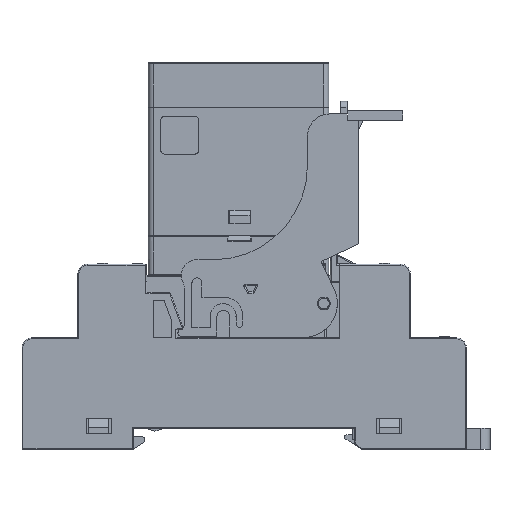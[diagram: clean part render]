
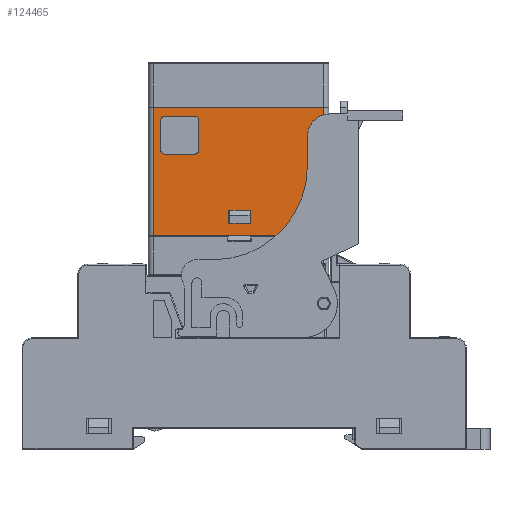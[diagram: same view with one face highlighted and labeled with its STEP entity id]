
A CAD part, front view. The second image highlights one B-rep face of the part: STEP entity #124465.
In plain terms, the highlighted planar face has unit normal (0, -1, 0).
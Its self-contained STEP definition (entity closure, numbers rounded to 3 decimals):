
#473 = EDGE_CURVE ( 'NONE', #175042, #160027, #205242, .T. ) ;
#1155 = CARTESIAN_POINT ( 'NONE',  ( -12.8, -69.75, 82.7 ) ) ;
#2124 = LINE ( 'NONE', #34871, #80421 ) ;
#6998 = EDGE_LOOP ( 'NONE', ( #190055, #25313, #161284, #98055 ) ) ;
#9127 = EDGE_CURVE ( 'NONE', #94304, #165099, #2124, .T. ) ;
#10636 = DIRECTION ( 'NONE',  ( 0., 1., 0. ) ) ;
#10666 = VERTEX_POINT ( 'NONE', #210641 ) ;
#12429 = ORIENTED_EDGE ( 'NONE', *, *, #205335, .F. ) ;
#17470 = EDGE_CURVE ( 'NONE', #96622, #101003, #146220, .T. ) ;
#19086 = ORIENTED_EDGE ( 'NONE', *, *, #17470, .F. ) ;
#22646 = VERTEX_POINT ( 'NONE', #91979 ) ;
#23455 = CARTESIAN_POINT ( 'NONE',  ( -14.5, -69.75, 84.2 ) ) ;
#24490 = CIRCLE ( 'NONE', #136131, 0.5 ) ;
#25192 = EDGE_CURVE ( 'NONE', #26202, #165099, #116894, .T. ) ;
#25313 = ORIENTED_EDGE ( 'NONE', *, *, #125507, .F. ) ;
#26202 = VERTEX_POINT ( 'NONE', #55309 ) ;
#26829 = CARTESIAN_POINT ( 'NONE',  ( 13.5, -69.75, 84.2 ) ) ;
#27555 = FACE_OUTER_BOUND ( 'NONE', #208425, .T. ) ;
#30962 = CARTESIAN_POINT ( 'NONE',  ( -13.3, -69.75, 82.2 ) ) ;
#34158 = CARTESIAN_POINT ( 'NONE',  ( -14.5, -69.75, 63.6 ) ) ;
#34871 = CARTESIAN_POINT ( 'NONE',  ( -14.5, -69.75, 63.6 ) ) ;
#36937 = ORIENTED_EDGE ( 'NONE', *, *, #119426, .F. ) ;
#37248 = AXIS2_PLACEMENT_3D ( 'NONE', #107277, #54255, #123109 ) ;
#39495 = EDGE_CURVE ( 'NONE', #190078, #22646, #92526, .T. ) ;
#39831 = CARTESIAN_POINT ( 'NONE',  ( -7.8, -69.75, 77.2 ) ) ;
#39956 = CARTESIAN_POINT ( 'NONE',  ( -2.45, -69.75, 67.75 ) ) ;
#41057 = CARTESIAN_POINT ( 'NONE',  ( -7.3, -69.75, 77.2 ) ) ;
#43590 = DIRECTION ( 'NONE',  ( -1., 0., 0. ) ) ;
#50755 = VECTOR ( 'NONE', #166523, 1000. ) ;
#50808 = VECTOR ( 'NONE', #185719, 1000. ) ;
#54255 = DIRECTION ( 'NONE',  ( 0., -1., 0. ) ) ;
#55309 = CARTESIAN_POINT ( 'NONE',  ( 12.7, -69.75, 63.6 ) ) ;
#56010 = ORIENTED_EDGE ( 'NONE', *, *, #110883, .T. ) ;
#61414 = FACE_BOUND ( 'NONE', #200289, .T. ) ;
#68254 = EDGE_CURVE ( 'NONE', #146178, #190078, #80413, .T. ) ;
#68651 = VERTEX_POINT ( 'NONE', #98776 ) ;
#72209 = EDGE_CURVE ( 'NONE', #110769, #146178, #197045, .T. ) ;
#72268 = CARTESIAN_POINT ( 'NONE',  ( -2.45, -69.75, 68. ) ) ;
#74939 = CIRCLE ( 'NONE', #132643, 0.5 ) ;
#75707 = CARTESIAN_POINT ( 'NONE',  ( -12.8, -69.75, 76.7 ) ) ;
#77487 = CARTESIAN_POINT ( 'NONE',  ( 12.7, -69.75, 63.6 ) ) ;
#79545 = LINE ( 'NONE', #30962, #121717 ) ;
#80413 = LINE ( 'NONE', #83753, #158273 ) ;
#80421 = VECTOR ( 'NONE', #155636, 1000. ) ;
#82938 = CARTESIAN_POINT ( 'NONE',  ( -7.8, -69.75, 76.7 ) ) ;
#83753 = CARTESIAN_POINT ( 'NONE',  ( 1.05, -69.75, 67.75 ) ) ;
#87462 = CARTESIAN_POINT ( 'NONE',  ( -7.8, -69.75, 82.7 ) ) ;
#87542 = EDGE_CURVE ( 'NONE', #101003, #186415, #74939, .T. ) ;
#88746 = ORIENTED_EDGE ( 'NONE', *, *, #473, .F. ) ;
#91947 = CARTESIAN_POINT ( 'NONE',  ( 13.5, -69.75, 63.6 ) ) ;
#91979 = CARTESIAN_POINT ( 'NONE',  ( -2.45, -69.75, 65.6 ) ) ;
#92526 = LINE ( 'NONE', #72268, #127025 ) ;
#93443 = DIRECTION ( 'NONE',  ( -1., 0., 0. ) ) ;
#94170 = FACE_BOUND ( 'NONE', #6998, .T. ) ;
#94304 = VERTEX_POINT ( 'NONE', #23455 ) ;
#96622 = VERTEX_POINT ( 'NONE', #75707 ) ;
#96646 = DIRECTION ( 'NONE',  ( 0., -1., 0. ) ) ;
#97740 = CARTESIAN_POINT ( 'NONE',  ( -12.8, -69.75, 82.2 ) ) ;
#98055 = ORIENTED_EDGE ( 'NONE', *, *, #68254, .F. ) ;
#98718 = DIRECTION ( 'NONE',  ( 0., 0., -1. ) ) ;
#98776 = CARTESIAN_POINT ( 'NONE',  ( -7.3, -69.75, 82.2 ) ) ;
#101003 = VERTEX_POINT ( 'NONE', #82938 ) ;
#101052 = DIRECTION ( 'NONE',  ( -1., 0., 0. ) ) ;
#105034 = DIRECTION ( 'NONE',  ( 0., 0., -1. ) ) ;
#105364 = DIRECTION ( 'NONE',  ( 0., -1., 0. ) ) ;
#107277 = CARTESIAN_POINT ( 'NONE',  ( -12.8, -69.75, 77.2 ) ) ;
#110769 = VERTEX_POINT ( 'NONE', #123873 ) ;
#110779 = ORIENTED_EDGE ( 'NONE', *, *, #119090, .F. ) ;
#110883 = EDGE_CURVE ( 'NONE', #26202, #185737, #184655, .T. ) ;
#113287 = EDGE_CURVE ( 'NONE', #10666, #96622, #174192, .T. ) ;
#116894 = LINE ( 'NONE', #218488, #50808 ) ;
#117209 = ORIENTED_EDGE ( 'NONE', *, *, #87542, .F. ) ;
#119090 = EDGE_CURVE ( 'NONE', #186415, #68651, #144630, .T. ) ;
#119426 = EDGE_CURVE ( 'NONE', #68651, #123935, #24490, .T. ) ;
#120232 = LINE ( 'NONE', #87462, #139252 ) ;
#121717 = VECTOR ( 'NONE', #98718, 1000. ) ;
#123000 = DIRECTION ( 'NONE',  ( 0., -1., 0. ) ) ;
#123109 = DIRECTION ( 'NONE',  ( -1., 0., 0. ) ) ;
#123314 = AXIS2_PLACEMENT_3D ( 'NONE', #91947, #10636, #161900 ) ;
#123873 = CARTESIAN_POINT ( 'NONE',  ( 1.05, -69.75, 65.6 ) ) ;
#123935 = VERTEX_POINT ( 'NONE', #207706 ) ;
#124465 = ADVANCED_FACE ( 'NONE', ( #94170, #27555, #61414 ), #181059, .F. ) ;
#125507 = EDGE_CURVE ( 'NONE', #22646, #110769, #196636, .T. ) ;
#127025 = VECTOR ( 'NONE', #105034, 1000. ) ;
#129281 = CARTESIAN_POINT ( 'NONE',  ( -12.8, -69.75, 76.7 ) ) ;
#132498 = CARTESIAN_POINT ( 'NONE',  ( 1.05, -69.75, 67.75 ) ) ;
#132643 = AXIS2_PLACEMENT_3D ( 'NONE', #39831, #105364, #192255 ) ;
#133674 = CARTESIAN_POINT ( 'NONE',  ( -13.3, -69.75, 82.2 ) ) ;
#136131 = AXIS2_PLACEMENT_3D ( 'NONE', #192947, #123000, #190716 ) ;
#139252 = VECTOR ( 'NONE', #101052, 1000. ) ;
#144630 = LINE ( 'NONE', #213474, #154049 ) ;
#146178 = VERTEX_POINT ( 'NONE', #132498 ) ;
#146220 = LINE ( 'NONE', #129281, #214639 ) ;
#147325 = VECTOR ( 'NONE', #93443, 1000. ) ;
#154049 = VECTOR ( 'NONE', #194322, 1000. ) ;
#154871 = EDGE_CURVE ( 'NONE', #185737, #94304, #214197, .T. ) ;
#155636 = DIRECTION ( 'NONE',  ( 0., 0., -1. ) ) ;
#158273 = VECTOR ( 'NONE', #183149, 1000. ) ;
#160027 = VERTEX_POINT ( 'NONE', #133674 ) ;
#161284 = ORIENTED_EDGE ( 'NONE', *, *, #39495, .F. ) ;
#161900 = DIRECTION ( 'NONE',  ( -1., 0., 0. ) ) ;
#164265 = DIRECTION ( 'NONE',  ( 1., 0., 0. ) ) ;
#165099 = VERTEX_POINT ( 'NONE', #34158 ) ;
#165283 = ORIENTED_EDGE ( 'NONE', *, *, #154871, .T. ) ;
#166054 = ORIENTED_EDGE ( 'NONE', *, *, #222085, .F. ) ;
#166523 = DIRECTION ( 'NONE',  ( 0., 0., 1. ) ) ;
#167711 = DIRECTION ( 'NONE',  ( 0., 0., 1. ) ) ;
#173892 = VECTOR ( 'NONE', #167711, 1000. ) ;
#174192 = CIRCLE ( 'NONE', #37248, 0.5 ) ;
#175042 = VERTEX_POINT ( 'NONE', #1155 ) ;
#178990 = CARTESIAN_POINT ( 'NONE',  ( 1.05, -69.75, 65.6 ) ) ;
#181059 = PLANE ( 'NONE',  #123314 ) ;
#181930 = DIRECTION ( 'NONE',  ( 1., 0., 0. ) ) ;
#183149 = DIRECTION ( 'NONE',  ( -1., 0., 0. ) ) ;
#184655 = LINE ( 'NONE', #77487, #173892 ) ;
#185719 = DIRECTION ( 'NONE',  ( -1., 0., 0. ) ) ;
#185737 = VERTEX_POINT ( 'NONE', #185937 ) ;
#185937 = CARTESIAN_POINT ( 'NONE',  ( 12.7, -69.75, 84.2 ) ) ;
#186415 = VERTEX_POINT ( 'NONE', #41057 ) ;
#187160 = AXIS2_PLACEMENT_3D ( 'NONE', #97740, #96646, #43590 ) ;
#190055 = ORIENTED_EDGE ( 'NONE', *, *, #72209, .F. ) ;
#190078 = VERTEX_POINT ( 'NONE', #39956 ) ;
#190716 = DIRECTION ( 'NONE',  ( -1., 0., 0. ) ) ;
#192035 = ORIENTED_EDGE ( 'NONE', *, *, #9127, .T. ) ;
#192255 = DIRECTION ( 'NONE',  ( -1., 0., 0. ) ) ;
#192947 = CARTESIAN_POINT ( 'NONE',  ( -7.8, -69.75, 82.2 ) ) ;
#194322 = DIRECTION ( 'NONE',  ( 0., 0., 1. ) ) ;
#194991 = ORIENTED_EDGE ( 'NONE', *, *, #25192, .F. ) ;
#196636 = LINE ( 'NONE', #199992, #198475 ) ;
#197045 = LINE ( 'NONE', #178990, #50755 ) ;
#198475 = VECTOR ( 'NONE', #181930, 1000. ) ;
#199992 = CARTESIAN_POINT ( 'NONE',  ( -2.45, -69.75, 65.6 ) ) ;
#200289 = EDGE_LOOP ( 'NONE', ( #110779, #117209, #19086, #201097, #12429, #88746, #166054, #36937 ) ) ;
#201097 = ORIENTED_EDGE ( 'NONE', *, *, #113287, .F. ) ;
#205242 = CIRCLE ( 'NONE', #187160, 0.5 ) ;
#205335 = EDGE_CURVE ( 'NONE', #160027, #10666, #79545, .T. ) ;
#207706 = CARTESIAN_POINT ( 'NONE',  ( -7.8, -69.75, 82.7 ) ) ;
#208425 = EDGE_LOOP ( 'NONE', ( #194991, #56010, #165283, #192035 ) ) ;
#210641 = CARTESIAN_POINT ( 'NONE',  ( -13.3, -69.75, 77.2 ) ) ;
#213474 = CARTESIAN_POINT ( 'NONE',  ( -7.3, -69.75, 77.2 ) ) ;
#214197 = LINE ( 'NONE', #26829, #147325 ) ;
#214639 = VECTOR ( 'NONE', #164265, 1000. ) ;
#218488 = CARTESIAN_POINT ( 'NONE',  ( 13.5, -69.75, 63.6 ) ) ;
#222085 = EDGE_CURVE ( 'NONE', #123935, #175042, #120232, .T. ) ;
